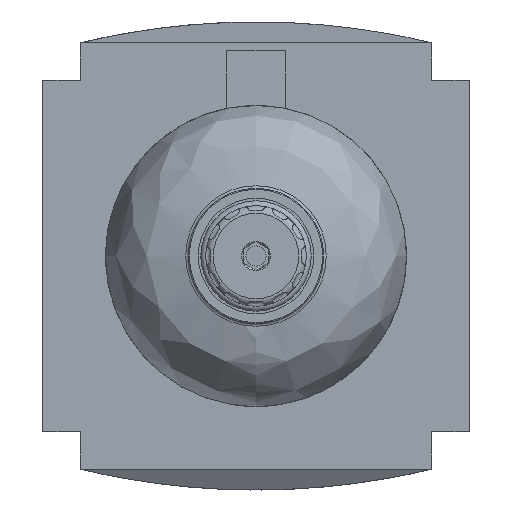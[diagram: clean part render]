
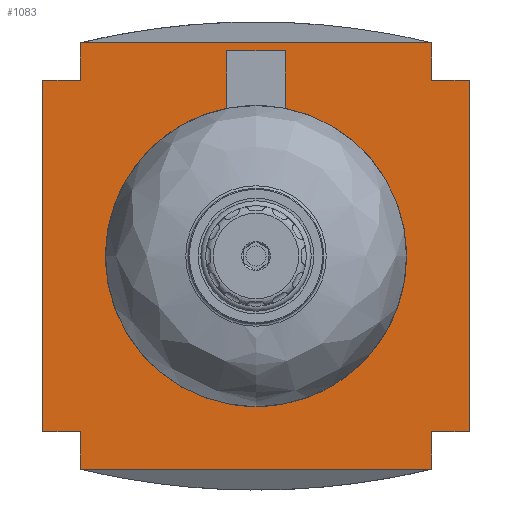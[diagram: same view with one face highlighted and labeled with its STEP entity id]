
A CAD part, front view. The second image highlights one B-rep face of the part: STEP entity #1083.
In plain terms, the highlighted planar face has unit normal (0, -1, 0).
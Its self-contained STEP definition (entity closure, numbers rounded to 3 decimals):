
#1083 = ADVANCED_FACE( '', ( #2199 ), #2200, .F. );
#2199 = FACE_OUTER_BOUND( '', #3347, .T. );
#2200 = PLANE( '', #3348 );
#3347 = EDGE_LOOP( '', ( #6442, #6443, #6444, #6445, #6446, #6447, #6448, #6449, #6450, #6451, #6452, #6453 ) );
#3348 = AXIS2_PLACEMENT_3D( '', #6454, #6455, #6456 );
#6442 = ORIENTED_EDGE( '', *, *, #7810, .F. );
#6443 = ORIENTED_EDGE( '', *, *, #7329, .F. );
#6444 = ORIENTED_EDGE( '', *, *, #6826, .F. );
#6445 = ORIENTED_EDGE( '', *, *, #7297, .T. );
#6446 = ORIENTED_EDGE( '', *, *, #7841, .F. );
#6447 = ORIENTED_EDGE( '', *, *, #7763, .T. );
#6448 = ORIENTED_EDGE( '', *, *, #7785, .F. );
#6449 = ORIENTED_EDGE( '', *, *, #7243, .T. );
#6450 = ORIENTED_EDGE( '', *, *, #7782, .T. );
#6451 = ORIENTED_EDGE( '', *, *, #7815, .F. );
#6452 = ORIENTED_EDGE( '', *, *, #6813, .F. );
#6453 = ORIENTED_EDGE( '', *, *, #6963, .T. );
#6454 = CARTESIAN_POINT( '', ( 0., -51., 103.36 ) );
#6455 = DIRECTION( '', ( 0., 1., 0. ) );
#6456 = DIRECTION( '', ( 0., 0., 1. ) );
#6813 = EDGE_CURVE( '', #8221, #8209, #8223, .T. );
#6826 = EDGE_CURVE( '', #8246, #8241, #8248, .T. );
#6963 = EDGE_CURVE( '', #8221, #8478, #8479, .T. );
#7243 = EDGE_CURVE( '', #8919, #8917, #8920, .T. );
#7297 = EDGE_CURVE( '', #8246, #9000, #9002, .T. );
#7329 = EDGE_CURVE( '', #8241, #9051, #9052, .T. );
#7763 = EDGE_CURVE( '', #8344, #8348, #9612, .T. );
#7782 = EDGE_CURVE( '', #8917, #9630, #9632, .T. );
#7785 = EDGE_CURVE( '', #8919, #8348, #9635, .T. );
#7810 = EDGE_CURVE( '', #9051, #8478, #9662, .T. );
#7815 = EDGE_CURVE( '', #8209, #9630, #9667, .T. );
#7841 = EDGE_CURVE( '', #8344, #9000, #9694, .T. );
#8209 = VERTEX_POINT( '', #10270 );
#8221 = VERTEX_POINT( '', #10288 );
#8223 = LINE( '', #10291, #10292 );
#8241 = VERTEX_POINT( '', #10314 );
#8246 = VERTEX_POINT( '', #10321 );
#8248 = LINE( '', #10324, #10325 );
#8344 = VERTEX_POINT( '', #10532 );
#8348 = VERTEX_POINT( '', #10537 );
#8478 = VERTEX_POINT( '', #10787 );
#8479 = LINE( '', #10788, #10789 );
#8917 = VERTEX_POINT( '', #11752 );
#8919 = VERTEX_POINT( '', #11755 );
#8920 = LINE( '', #11756, #11757 );
#9000 = VERTEX_POINT( '', #11872 );
#9002 = LINE( '', #11875, #11876 );
#9051 = VERTEX_POINT( '', #11946 );
#9052 = LINE( '', #11947, #11948 );
#9612 = LINE( '', #12832, #12833 );
#9630 = VERTEX_POINT( '', #12864 );
#9632 = LINE( '', #12867, #12868 );
#9635 = LINE( '', #12871, #12872 );
#9662 = LINE( '', #12909, #12910 );
#9667 = LINE( '', #12916, #12917 );
#9694 = LINE( '', #12957, #12958 );
#10270 = CARTESIAN_POINT( '', ( -35., -51., -35. ) );
#10288 = CARTESIAN_POINT( '', ( -35., -51., -42.5 ) );
#10291 = CARTESIAN_POINT( '', ( -35., -51., -42.5 ) );
#10292 = VECTOR( '', #13208, 1000. );
#10314 = CARTESIAN_POINT( '', ( 42.5, -51., -35. ) );
#10321 = CARTESIAN_POINT( '', ( 42.5, -51., 35. ) );
#10324 = CARTESIAN_POINT( '', ( 42.5, -51., 35. ) );
#10325 = VECTOR( '', #13228, 1000. );
#10532 = CARTESIAN_POINT( '', ( 35., -51., 42.5 ) );
#10537 = CARTESIAN_POINT( '', ( -35., -51., 42.5 ) );
#10787 = CARTESIAN_POINT( '', ( 35., -51., -42.5 ) );
#10788 = CARTESIAN_POINT( '', ( 0., -51., -42.5 ) );
#10789 = VECTOR( '', #13351, 1000. );
#11752 = CARTESIAN_POINT( '', ( -42.5, -51., 35. ) );
#11755 = CARTESIAN_POINT( '', ( -35., -51., 35. ) );
#11756 = CARTESIAN_POINT( '', ( 42.5, -51., 35. ) );
#11757 = VECTOR( '', #13665, 1000. );
#11872 = CARTESIAN_POINT( '', ( 35., -51., 35. ) );
#11875 = CARTESIAN_POINT( '', ( 42.5, -51., 35. ) );
#11876 = VECTOR( '', #13729, 1000. );
#11946 = CARTESIAN_POINT( '', ( 35., -51., -35. ) );
#11947 = CARTESIAN_POINT( '', ( 42.5, -51., -35. ) );
#11948 = VECTOR( '', #13757, 1000. );
#12832 = CARTESIAN_POINT( '', ( 0., -51., 42.5 ) );
#12833 = VECTOR( '', #14129, 1000. );
#12864 = CARTESIAN_POINT( '', ( -42.5, -51., -35. ) );
#12867 = CARTESIAN_POINT( '', ( -42.5, -51., 35. ) );
#12868 = VECTOR( '', #14137, 1000. );
#12871 = CARTESIAN_POINT( '', ( -35., -51., -42.5 ) );
#12872 = VECTOR( '', #14138, 1000. );
#12909 = CARTESIAN_POINT( '', ( 35., -51., 42.5 ) );
#12910 = VECTOR( '', #14155, 1000. );
#12916 = CARTESIAN_POINT( '', ( 42.5, -51., -35. ) );
#12917 = VECTOR( '', #14160, 1000. );
#12957 = CARTESIAN_POINT( '', ( 35., -51., 42.5 ) );
#12958 = VECTOR( '', #14169, 1000. );
#13208 = DIRECTION( '', ( 0., 0., 1. ) );
#13228 = DIRECTION( '', ( 0., 0., -1. ) );
#13351 = DIRECTION( '', ( 1., 0., 0. ) );
#13665 = DIRECTION( '', ( -1., 0., 0. ) );
#13729 = DIRECTION( '', ( -1., 0., 0. ) );
#13757 = DIRECTION( '', ( -1., 0., 0. ) );
#14129 = DIRECTION( '', ( -1., 0., 0. ) );
#14137 = DIRECTION( '', ( 0., 0., -1. ) );
#14138 = DIRECTION( '', ( 0., 0., 1. ) );
#14155 = DIRECTION( '', ( 0., 0., -1. ) );
#14160 = DIRECTION( '', ( -1., 0., 0. ) );
#14169 = DIRECTION( '', ( 0., 0., -1. ) );
